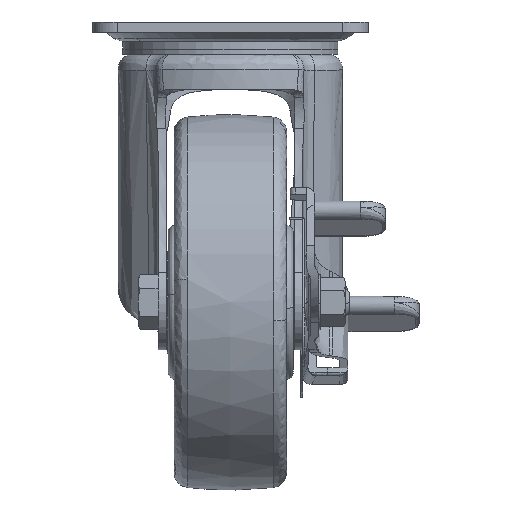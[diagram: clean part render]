
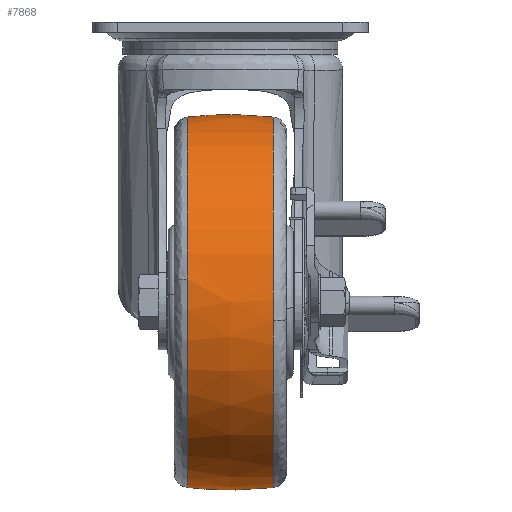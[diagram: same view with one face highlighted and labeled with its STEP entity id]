
A CAD part, left-side view. The second image highlights one B-rep face of the part: STEP entity #7868.
In plain terms, the highlighted free-form (B-spline) face has degree [2, 2] with [5, 7] control points.
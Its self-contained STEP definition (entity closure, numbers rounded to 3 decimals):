
#6978=CARTESIAN_POINT('',(-40.0,17.187,-37.988));
#6979=VERTEX_POINT('',#6978);
#7010=CARTESIAN_POINT('',(-113.428,17.187,-102.724));
#7011=VERTEX_POINT('',#7010);
#7025=CARTESIAN_POINT('',(-40.0,17.187,-37.988));
#7026=CARTESIAN_POINT('',(-105.25,17.187,-37.988));
#7027=CARTESIAN_POINT('',(-113.428,17.187,-102.724));
#7035=(BOUNDED_CURVE()B_SPLINE_CURVE(2,(#7025,#7026,#7027),.UNSPECIFIED.,.F.,.U.)B_SPLINE_CURVE_WITH_KNOTS((3,3),(0.5,0.728),.UNSPECIFIED.)CURVE()GEOMETRIC_REPRESENTATION_ITEM()RATIONAL_B_SPLINE_CURVE((1.0,0.733,0.954))REPRESENTATION_ITEM(''));
#7036=EDGE_CURVE('',#6979,#7011,#7035,.T.);
#7070=CARTESIAN_POINT('',(-40.0,17.187,-186.012));
#7071=VERTEX_POINT('',#7070);
#7085=CARTESIAN_POINT('',(-113.428,17.187,-102.724));
#7086=CARTESIAN_POINT('',(-114.012,17.187,-107.344));
#7087=CARTESIAN_POINT('',(-114.012,17.187,-112.));
#7088=CARTESIAN_POINT('',(-114.012,17.187,-186.012));
#7089=CARTESIAN_POINT('',(-40.0,17.187,-186.012));
#7097=(BOUNDED_CURVE()B_SPLINE_CURVE(2,(#7085,#7086,#7087,#7088,#7089),.UNSPECIFIED.,.F.,.U.)B_SPLINE_CURVE_WITH_KNOTS((3,2,3),(0.728,0.75,1.0),.UNSPECIFIED.)CURVE()GEOMETRIC_REPRESENTATION_ITEM()RATIONAL_B_SPLINE_CURVE((0.954,0.975,1.0,0.707,1.0))REPRESENTATION_ITEM(''));
#7098=EDGE_CURVE('',#7011,#7071,#7097,.T.);
#7734=CARTESIAN_POINT('',(-40.0,-17.187,-186.012));
#7735=VERTEX_POINT('',#7734);
#7736=CARTESIAN_POINT('',(-40.0,-17.187,-186.012));
#7737=CARTESIAN_POINT('',(-40.0,-12.909,-186.506));
#7738=CARTESIAN_POINT('',(-40.0,-1.445,-187.33));
#7739=CARTESIAN_POINT('',(-40.0,10.058,-186.835));
#7740=CARTESIAN_POINT('',(-40.0,17.187,-186.012));
#7741=B_SPLINE_CURVE_WITH_KNOTS('',3,(#7736,#7737,#7738,#7739,#7740),.UNSPECIFIED.,.F.,.U.,(4,1,4),(0.,12.919,34.451),.UNSPECIFIED.);
#7742=EDGE_CURVE('',#7735,#7071,#7741,.T.);
#7746=CARTESIAN_POINT('',(-40.0,-17.187,-37.988));
#7747=VERTEX_POINT('',#7746);
#7748=CARTESIAN_POINT('',(-40.0,-17.187,-37.988));
#7749=CARTESIAN_POINT('',(-40.0,-12.909,-37.495));
#7750=CARTESIAN_POINT('',(-40.0,-1.445,-36.67));
#7751=CARTESIAN_POINT('',(-40.0,10.058,-37.165));
#7752=CARTESIAN_POINT('',(-40.0,17.187,-37.988));
#7753=B_SPLINE_CURVE_WITH_KNOTS('',3,(#7748,#7749,#7750,#7751,#7752),.UNSPECIFIED.,.F.,.U.,(4,1,4),(0.,12.919,34.451),.UNSPECIFIED.);
#7754=EDGE_CURVE('',#7747,#6979,#7753,.T.);
#7789=CARTESIAN_POINT('',(-37.937,-18.92,-38.198));
#7790=CARTESIAN_POINT('',(-37.903,-9.498,-37.0));
#7791=CARTESIAN_POINT('',(-37.903,0.0,-37.));
#7792=CARTESIAN_POINT('',(-37.903,9.498,-37.));
#7793=CARTESIAN_POINT('',(-37.937,18.92,-38.198));
#7794=CARTESIAN_POINT('',(-38.962,-18.92,-38.198));
#7795=CARTESIAN_POINT('',(-38.946,-9.498,-37.0));
#7796=CARTESIAN_POINT('',(-38.946,0.0,-37.));
#7797=CARTESIAN_POINT('',(-38.946,9.498,-37.));
#7798=CARTESIAN_POINT('',(-38.962,18.92,-38.198));
#7799=CARTESIAN_POINT('',(-113.802,-18.92,-38.198));
#7800=CARTESIAN_POINT('',(-115.,-9.498,-37.));
#7801=CARTESIAN_POINT('',(-115.0,0.0,-37.));
#7802=CARTESIAN_POINT('',(-115.0,9.498,-37.));
#7803=CARTESIAN_POINT('',(-113.802,18.92,-38.198));
#7804=CARTESIAN_POINT('',(-113.802,-18.92,-112.));
#7805=CARTESIAN_POINT('',(-115.,-9.498,-112.));
#7806=CARTESIAN_POINT('',(-115.0,0.0,-112.0));
#7807=CARTESIAN_POINT('',(-115.,9.498,-112.));
#7808=CARTESIAN_POINT('',(-113.802,18.92,-112.));
#7809=CARTESIAN_POINT('',(-113.802,-18.92,-185.802));
#7810=CARTESIAN_POINT('',(-115.,-9.498,-187.));
#7811=CARTESIAN_POINT('',(-115.0,0.0,-187.0));
#7812=CARTESIAN_POINT('',(-115.0,9.498,-187.));
#7813=CARTESIAN_POINT('',(-113.802,18.92,-185.802));
#7814=CARTESIAN_POINT('',(-38.962,-18.92,-185.802));
#7815=CARTESIAN_POINT('',(-38.946,-9.498,-187.));
#7816=CARTESIAN_POINT('',(-38.946,0.0,-187.0));
#7817=CARTESIAN_POINT('',(-38.946,9.498,-187.));
#7818=CARTESIAN_POINT('',(-38.962,18.92,-185.802));
#7819=CARTESIAN_POINT('',(-37.937,-18.92,-185.802));
#7820=CARTESIAN_POINT('',(-37.903,-9.498,-187.));
#7821=CARTESIAN_POINT('',(-37.903,0.0,-187.0));
#7822=CARTESIAN_POINT('',(-37.903,9.498,-187.));
#7823=CARTESIAN_POINT('',(-37.937,18.92,-185.802));
#7831=(BOUNDED_SURFACE()B_SPLINE_SURFACE(2,2,((#7789,#7794,#7799,#7804,#7809,#7814,#7819),(#7790,#7795,#7800,#7805,#7810,#7815,#7820),(#7791,#7796,#7801,#7806,#7811,#7816,#7821),(#7792,#7797,#7802,#7807,#7812,#7817,#7822),(#7793,#7798,#7803,#7808,#7813,#7818,#7823)),.UNSPECIFIED.,.F.,.F.,.U.)B_SPLINE_SURFACE_WITH_KNOTS((3,2,3),(3,1,2,1,3),(0.0,19.241,38.483),(0.0,2.485,126.749,251.013,253.499),.UNSPECIFIED.)GEOMETRIC_REPRESENTATION_ITEM()RATIONAL_B_SPLINE_SURFACE(((0.982,0.976,0.686,0.971,0.686,0.976,0.982),(0.995,0.989,0.695,0.983,0.695,0.989,0.995),(1.012,1.006,0.707,1.0,0.707,1.006,1.012),(0.995,0.989,0.695,0.983,0.695,0.989,0.995),(0.982,0.976,0.686,0.971,0.686,0.976,0.982)))REPRESENTATION_ITEM('')SURFACE());
#7832=ORIENTED_EDGE('',*,*,#7742,.F.);
#7833=CARTESIAN_POINT('',(-113.638,-17.187,-119.428));
#7834=VERTEX_POINT('',#7833);
#7835=CARTESIAN_POINT('',(-113.638,-17.187,-119.428));
#7836=CARTESIAN_POINT('',(-106.922,-17.187,-186.012));
#7837=CARTESIAN_POINT('',(-40.0,-17.187,-186.012));
#7845=(BOUNDED_CURVE()B_SPLINE_CURVE(2,(#7835,#7836,#7837),.UNSPECIFIED.,.F.,.U.)B_SPLINE_CURVE_WITH_KNOTS((3,3),(0.767,1.0),.UNSPECIFIED.)CURVE()GEOMETRIC_REPRESENTATION_ITEM()RATIONAL_B_SPLINE_CURVE((0.962,0.728,1.0))REPRESENTATION_ITEM(''));
#7846=EDGE_CURVE('',#7834,#7735,#7845,.T.);
#7847=ORIENTED_EDGE('',*,*,#7846,.F.);
#7848=CARTESIAN_POINT('',(-40.0,-17.187,-37.988));
#7849=CARTESIAN_POINT('',(-114.012,-17.187,-37.988));
#7850=CARTESIAN_POINT('',(-114.012,-17.187,-112.));
#7851=CARTESIAN_POINT('',(-114.012,-17.187,-115.723));
#7852=CARTESIAN_POINT('',(-113.638,-17.187,-119.428));
#7860=(BOUNDED_CURVE()B_SPLINE_CURVE(2,(#7848,#7849,#7850,#7851,#7852),.UNSPECIFIED.,.F.,.U.)B_SPLINE_CURVE_WITH_KNOTS((3,2,3),(0.5,0.75,0.767),.UNSPECIFIED.)CURVE()GEOMETRIC_REPRESENTATION_ITEM()RATIONAL_B_SPLINE_CURVE((1.0,0.707,1.0,0.98,0.962))REPRESENTATION_ITEM(''));
#7861=EDGE_CURVE('',#7747,#7834,#7860,.T.);
#7862=ORIENTED_EDGE('',*,*,#7861,.F.);
#7863=ORIENTED_EDGE('',*,*,#7754,.T.);
#7864=ORIENTED_EDGE('',*,*,#7036,.T.);
#7865=ORIENTED_EDGE('',*,*,#7098,.T.);
#7866=EDGE_LOOP('',(#7832,#7847,#7862,#7863,#7864,#7865));
#7867=FACE_OUTER_BOUND('',#7866,.T.);
#7868=ADVANCED_FACE('',(#7867),#7831,.T.);
